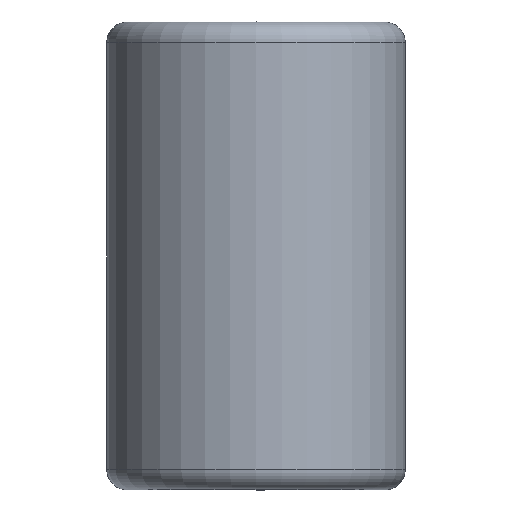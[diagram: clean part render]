
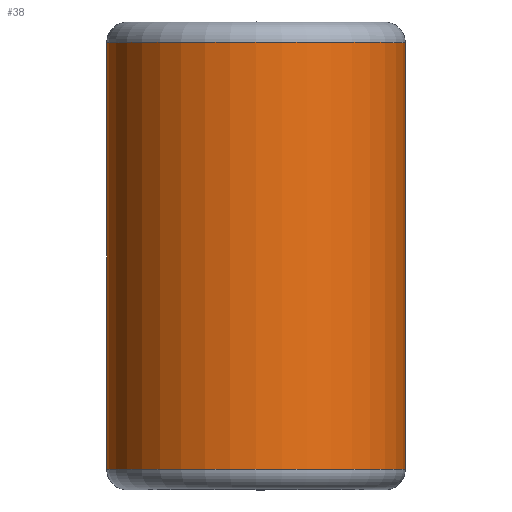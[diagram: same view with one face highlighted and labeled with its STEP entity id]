
A CAD part, top view. The second image highlights one B-rep face of the part: STEP entity #38.
In plain terms, the highlighted cylindrical face has radius 5.575 mm (diameter 11.151 mm), a partial arc.
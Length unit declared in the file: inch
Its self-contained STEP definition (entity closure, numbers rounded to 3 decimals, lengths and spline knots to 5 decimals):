
#21 = CARTESIAN_POINT ( 'NONE',  ( 0., -0.31375, -0.2195 ) ) ;
#38 = ADVANCED_FACE ( 'NONE', ( #511 ), #2180, .T. ) ;
#85 = CARTESIAN_POINT ( 'NONE',  ( 0., 0.31375, -0.2195 ) ) ;
#117 = EDGE_CURVE ( 'NONE', #621, #595, #311, .T. ) ;
#164 = CIRCLE ( 'NONE', #1621, 0.2195 ) ;
#311 = LINE ( 'NONE', #383, #2149 ) ;
#331 = DIRECTION ( 'NONE',  ( 0., -1., 0. ) ) ;
#383 = CARTESIAN_POINT ( 'NONE',  ( 0.2195, 0.31375, 0. ) ) ;
#509 = DIRECTION ( 'NONE',  ( 0., -1., 0. ) ) ;
#511 = FACE_OUTER_BOUND ( 'NONE', #1709, .T. ) ;
#544 = DIRECTION ( 'NONE',  ( 0., 1., 0. ) ) ;
#595 = VERTEX_POINT ( 'NONE', #2034 ) ;
#621 = VERTEX_POINT ( 'NONE', #1139 ) ;
#634 = VERTEX_POINT ( 'NONE', #21 ) ;
#783 = EDGE_CURVE ( 'NONE', #621, #634, #164, .T. ) ;
#939 = CARTESIAN_POINT ( 'NONE',  ( 0., 0.31375, 0. ) ) ;
#958 = ORIENTED_EDGE ( 'NONE', *, *, #117, .T. ) ;
#976 = EDGE_CURVE ( 'NONE', #595, #1186, #1201, .T. ) ;
#1052 = VECTOR ( 'NONE', #2092, 39.37008 ) ;
#1075 = CARTESIAN_POINT ( 'NONE',  ( 0., 0.3125, 0. ) ) ;
#1139 = CARTESIAN_POINT ( 'NONE',  ( 0.2195, -0.31375, 0. ) ) ;
#1142 = DIRECTION ( 'NONE',  ( 0., 0., -1. ) ) ;
#1186 = VERTEX_POINT ( 'NONE', #85 ) ;
#1201 = CIRCLE ( 'NONE', #2292, 0.2195 ) ;
#1583 = EDGE_CURVE ( 'NONE', #634, #1186, #2026, .T. ) ;
#1587 = ORIENTED_EDGE ( 'NONE', *, *, #783, .F. ) ;
#1619 = CARTESIAN_POINT ( 'NONE',  ( 0., -0.31375, 0. ) ) ;
#1621 = AXIS2_PLACEMENT_3D ( 'NONE', #1619, #509, #1789 ) ;
#1709 = EDGE_LOOP ( 'NONE', ( #958, #1847, #2103, #1587 ) ) ;
#1789 = DIRECTION ( 'NONE',  ( 0., 0., -1. ) ) ;
#1847 = ORIENTED_EDGE ( 'NONE', *, *, #976, .T. ) ;
#1896 = CARTESIAN_POINT ( 'NONE',  ( 0., 0.31375, -0.2195 ) ) ;
#2026 = LINE ( 'NONE', #1896, #1052 ) ;
#2034 = CARTESIAN_POINT ( 'NONE',  ( 0.2195, 0.31375, 0. ) ) ;
#2092 = DIRECTION ( 'NONE',  ( 0., 1., 0. ) ) ;
#2103 = ORIENTED_EDGE ( 'NONE', *, *, #1583, .F. ) ;
#2149 = VECTOR ( 'NONE', #544, 39.37008 ) ;
#2180 = CYLINDRICAL_SURFACE ( 'NONE', #2206, 0.2195 ) ;
#2206 = AXIS2_PLACEMENT_3D ( 'NONE', #1075, #331, #2340 ) ;
#2221 = DIRECTION ( 'NONE',  ( 0., -1., 0. ) ) ;
#2292 = AXIS2_PLACEMENT_3D ( 'NONE', #939, #2221, #1142 ) ;
#2340 = DIRECTION ( 'NONE',  ( 0., 0., -1. ) ) ;
